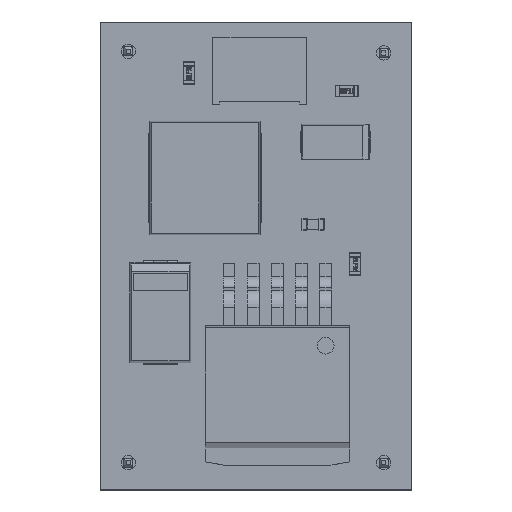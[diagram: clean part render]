
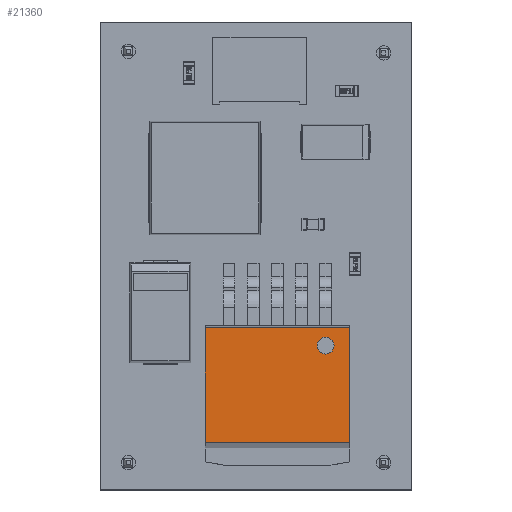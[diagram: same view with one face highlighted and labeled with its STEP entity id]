
A CAD part, top view. The second image highlights one B-rep face of the part: STEP entity #21360.
In plain terms, the highlighted face is planar.
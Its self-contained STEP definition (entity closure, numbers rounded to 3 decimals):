
#20600 = PLANE('',#20601);
#20601 = AXIS2_PLACEMENT_3D('',#20602,#20603,#20604);
#20602 = CARTESIAN_POINT('',(6.096,4.572,0.405));
#20603 = DIRECTION('',(0.,-0.122,0.993));
#20604 = DIRECTION('',(0.,-0.993,-0.122));
#20626 = PLANE('',#20627);
#20627 = AXIS2_PLACEMENT_3D('',#20628,#20629,#20630);
#20628 = CARTESIAN_POINT('',(-5.08,4.572,0.));
#20629 = DIRECTION('',(-1.,0.,0.));
#20630 = DIRECTION('',(0.,-1.,0.));
#20687 = PLANE('',#20688);
#20688 = AXIS2_PLACEMENT_3D('',#20689,#20690,#20691);
#20689 = CARTESIAN_POINT('',(5.08,0.,0.));
#20690 = DIRECTION('',(1.,0.,0.));
#20691 = DIRECTION('',(0.,1.,0.));
#21060 = VERTEX_POINT('',#21061);
#21061 = CARTESIAN_POINT('',(5.08,4.572,0.405));
#21082 = EDGE_CURVE('',#21060,#21083,#21085,.T.);
#21083 = VERTEX_POINT('',#21084);
#21084 = CARTESIAN_POINT('',(-5.08,4.572,0.405));
#21085 = SURFACE_CURVE('',#21086,(#21090,#21097),.PCURVE_S1.);
#21086 = LINE('',#21087,#21088);
#21087 = CARTESIAN_POINT('',(5.08,4.572,0.405));
#21088 = VECTOR('',#21089,1.);
#21089 = DIRECTION('',(-1.,0.,0.));
#21090 = PCURVE('',#20600,#21091);
#21091 = DEFINITIONAL_REPRESENTATION('',(#21092),#21096);
#21092 = LINE('',#21093,#21094);
#21093 = CARTESIAN_POINT('',(-0.,-1.016));
#21094 = VECTOR('',#21095,1.);
#21095 = DIRECTION('',(-0.,-1.));
#21096 = ( GEOMETRIC_REPRESENTATION_CONTEXT(2) 
PARAMETRIC_REPRESENTATION_CONTEXT() REPRESENTATION_CONTEXT('2D SPACE',''
  ) );
#21097 = PCURVE('',#21098,#21103);
#21098 = PLANE('',#21099);
#21099 = AXIS2_PLACEMENT_3D('',#21100,#21101,#21102);
#21100 = CARTESIAN_POINT('',(5.08,4.572,0.));
#21101 = DIRECTION('',(0.,1.,0.));
#21102 = DIRECTION('',(-1.,0.,0.));
#21103 = DEFINITIONAL_REPRESENTATION('',(#21104),#21108);
#21104 = LINE('',#21105,#21106);
#21105 = CARTESIAN_POINT('',(0.,0.405));
#21106 = VECTOR('',#21107,1.);
#21107 = DIRECTION('',(1.,0.));
#21108 = ( GEOMETRIC_REPRESENTATION_CONTEXT(2) 
PARAMETRIC_REPRESENTATION_CONTEXT() REPRESENTATION_CONTEXT('2D SPACE',''
  ) );
#21135 = EDGE_CURVE('',#21060,#21136,#21138,.T.);
#21136 = VERTEX_POINT('',#21137);
#21137 = CARTESIAN_POINT('',(5.08,4.572,8.458));
#21138 = SURFACE_CURVE('',#21139,(#21143,#21150),.PCURVE_S1.);
#21139 = LINE('',#21140,#21141);
#21140 = CARTESIAN_POINT('',(5.08,4.572,0.405));
#21141 = VECTOR('',#21142,1.);
#21142 = DIRECTION('',(0.,0.,1.));
#21143 = PCURVE('',#20687,#21144);
#21144 = DEFINITIONAL_REPRESENTATION('',(#21145),#21149);
#21145 = LINE('',#21146,#21147);
#21146 = CARTESIAN_POINT('',(4.572,0.405));
#21147 = VECTOR('',#21148,1.);
#21148 = DIRECTION('',(0.,1.));
#21149 = ( GEOMETRIC_REPRESENTATION_CONTEXT(2) 
PARAMETRIC_REPRESENTATION_CONTEXT() REPRESENTATION_CONTEXT('2D SPACE',''
  ) );
#21150 = PCURVE('',#21098,#21151);
#21151 = DEFINITIONAL_REPRESENTATION('',(#21152),#21156);
#21152 = LINE('',#21153,#21154);
#21153 = CARTESIAN_POINT('',(0.,0.405));
#21154 = VECTOR('',#21155,1.);
#21155 = DIRECTION('',(0.,1.));
#21156 = ( GEOMETRIC_REPRESENTATION_CONTEXT(2) 
PARAMETRIC_REPRESENTATION_CONTEXT() REPRESENTATION_CONTEXT('2D SPACE',''
  ) );
#21174 = PLANE('',#21175);
#21175 = AXIS2_PLACEMENT_3D('',#21176,#21177,#21178);
#21176 = CARTESIAN_POINT('',(6.096,3.124,8.636));
#21177 = DIRECTION('',(0.,-0.122,-0.993));
#21178 = DIRECTION('',(0.,0.993,-0.122));
#21317 = VERTEX_POINT('',#21318);
#21318 = CARTESIAN_POINT('',(-5.08,4.572,8.458));
#21339 = EDGE_CURVE('',#21083,#21317,#21340,.T.);
#21340 = SURFACE_CURVE('',#21341,(#21345,#21352),.PCURVE_S1.);
#21341 = LINE('',#21342,#21343);
#21342 = CARTESIAN_POINT('',(-5.08,4.572,0.405));
#21343 = VECTOR('',#21344,1.);
#21344 = DIRECTION('',(0.,0.,1.));
#21345 = PCURVE('',#20626,#21346);
#21346 = DEFINITIONAL_REPRESENTATION('',(#21347),#21351);
#21347 = LINE('',#21348,#21349);
#21348 = CARTESIAN_POINT('',(0.,0.405));
#21349 = VECTOR('',#21350,1.);
#21350 = DIRECTION('',(0.,1.));
#21351 = ( GEOMETRIC_REPRESENTATION_CONTEXT(2) 
PARAMETRIC_REPRESENTATION_CONTEXT() REPRESENTATION_CONTEXT('2D SPACE',''
  ) );
#21352 = PCURVE('',#21098,#21353);
#21353 = DEFINITIONAL_REPRESENTATION('',(#21354),#21358);
#21354 = LINE('',#21355,#21356);
#21355 = CARTESIAN_POINT('',(10.16,0.405));
#21356 = VECTOR('',#21357,1.);
#21357 = DIRECTION('',(0.,1.));
#21358 = ( GEOMETRIC_REPRESENTATION_CONTEXT(2) 
PARAMETRIC_REPRESENTATION_CONTEXT() REPRESENTATION_CONTEXT('2D SPACE',''
  ) );
#21360 = ADVANCED_FACE('',(#21361,#21387),#21098,.T.);
#21361 = FACE_BOUND('',#21362,.F.);
#21362 = EDGE_LOOP('',(#21363,#21364,#21365,#21386));
#21363 = ORIENTED_EDGE('',*,*,#21082,.F.);
#21364 = ORIENTED_EDGE('',*,*,#21135,.T.);
#21365 = ORIENTED_EDGE('',*,*,#21366,.T.);
#21366 = EDGE_CURVE('',#21136,#21317,#21367,.T.);
#21367 = SURFACE_CURVE('',#21368,(#21372,#21379),.PCURVE_S1.);
#21368 = LINE('',#21369,#21370);
#21369 = CARTESIAN_POINT('',(5.08,4.572,8.458));
#21370 = VECTOR('',#21371,1.);
#21371 = DIRECTION('',(-1.,0.,0.));
#21372 = PCURVE('',#21098,#21373);
#21373 = DEFINITIONAL_REPRESENTATION('',(#21374),#21378);
#21374 = LINE('',#21375,#21376);
#21375 = CARTESIAN_POINT('',(0.,8.458));
#21376 = VECTOR('',#21377,1.);
#21377 = DIRECTION('',(1.,0.));
#21378 = ( GEOMETRIC_REPRESENTATION_CONTEXT(2) 
PARAMETRIC_REPRESENTATION_CONTEXT() REPRESENTATION_CONTEXT('2D SPACE',''
  ) );
#21379 = PCURVE('',#21174,#21380);
#21380 = DEFINITIONAL_REPRESENTATION('',(#21381),#21385);
#21381 = LINE('',#21382,#21383);
#21382 = CARTESIAN_POINT('',(1.459,-1.016));
#21383 = VECTOR('',#21384,1.);
#21384 = DIRECTION('',(0.,-1.));
#21385 = ( GEOMETRIC_REPRESENTATION_CONTEXT(2) 
PARAMETRIC_REPRESENTATION_CONTEXT() REPRESENTATION_CONTEXT('2D SPACE',''
  ) );
#21386 = ORIENTED_EDGE('',*,*,#21339,.F.);
#21387 = FACE_BOUND('',#21388,.T.);
#21388 = EDGE_LOOP('',(#21389,#21424));
#21389 = ORIENTED_EDGE('',*,*,#21390,.T.);
#21390 = EDGE_CURVE('',#21391,#21393,#21395,.T.);
#21391 = VERTEX_POINT('',#21392);
#21392 = CARTESIAN_POINT('',(-4.001,4.572,7.214));
#21393 = VERTEX_POINT('',#21394);
#21394 = CARTESIAN_POINT('',(-2.807,4.572,7.214));
#21395 = SURFACE_CURVE('',#21396,(#21401,#21412),.PCURVE_S1.);
#21396 = CIRCLE('',#21397,0.597);
#21397 = AXIS2_PLACEMENT_3D('',#21398,#21399,#21400);
#21398 = CARTESIAN_POINT('',(-3.404,4.572,7.214));
#21399 = DIRECTION('',(0.,-1.,0.));
#21400 = DIRECTION('',(-1.,0.,0.));
#21401 = PCURVE('',#21098,#21402);
#21402 = DEFINITIONAL_REPRESENTATION('',(#21403),#21411);
#21403 = ( BOUNDED_CURVE() B_SPLINE_CURVE(2,(#21404,#21405,#21406,#21407
    ,#21408,#21409,#21410),.UNSPECIFIED.,.T.,.F.) 
B_SPLINE_CURVE_WITH_KNOTS((1,2,2,2,2,1),(-2.094,0.,
    2.094,4.189,6.283,8.378),
.UNSPECIFIED.) CURVE() GEOMETRIC_REPRESENTATION_ITEM() 
RATIONAL_B_SPLINE_CURVE((1.,0.5,1.,0.5,1.,0.5,1.)) REPRESENTATION_ITEM(
  '') );
#21404 = CARTESIAN_POINT('',(9.081,7.214));
#21405 = CARTESIAN_POINT('',(9.081,6.18));
#21406 = CARTESIAN_POINT('',(8.185,6.697));
#21407 = CARTESIAN_POINT('',(7.29,7.214));
#21408 = CARTESIAN_POINT('',(8.185,7.731));
#21409 = CARTESIAN_POINT('',(9.081,8.247));
#21410 = CARTESIAN_POINT('',(9.081,7.214));
#21411 = ( GEOMETRIC_REPRESENTATION_CONTEXT(2) 
PARAMETRIC_REPRESENTATION_CONTEXT() REPRESENTATION_CONTEXT('2D SPACE',''
  ) );
#21412 = PCURVE('',#21413,#21418);
#21413 = CYLINDRICAL_SURFACE('',#21414,0.597);
#21414 = AXIS2_PLACEMENT_3D('',#21415,#21416,#21417);
#21415 = CARTESIAN_POINT('',(-3.404,4.572,7.214));
#21416 = DIRECTION('',(0.,-1.,0.));
#21417 = DIRECTION('',(1.,0.,0.));
#21418 = DEFINITIONAL_REPRESENTATION('',(#21419),#21423);
#21419 = LINE('',#21420,#21421);
#21420 = CARTESIAN_POINT('',(3.142,0.));
#21421 = VECTOR('',#21422,1.);
#21422 = DIRECTION('',(1.,0.));
#21423 = ( GEOMETRIC_REPRESENTATION_CONTEXT(2) 
PARAMETRIC_REPRESENTATION_CONTEXT() REPRESENTATION_CONTEXT('2D SPACE',''
  ) );
#21424 = ORIENTED_EDGE('',*,*,#21425,.T.);
#21425 = EDGE_CURVE('',#21393,#21391,#21426,.T.);
#21426 = SURFACE_CURVE('',#21427,(#21432,#21443),.PCURVE_S1.);
#21427 = CIRCLE('',#21428,0.597);
#21428 = AXIS2_PLACEMENT_3D('',#21429,#21430,#21431);
#21429 = CARTESIAN_POINT('',(-3.404,4.572,7.214));
#21430 = DIRECTION('',(0.,-1.,0.));
#21431 = DIRECTION('',(1.,0.,0.));
#21432 = PCURVE('',#21098,#21433);
#21433 = DEFINITIONAL_REPRESENTATION('',(#21434),#21442);
#21434 = ( BOUNDED_CURVE() B_SPLINE_CURVE(2,(#21435,#21436,#21437,#21438
    ,#21439,#21440,#21441),.UNSPECIFIED.,.T.,.F.) 
B_SPLINE_CURVE_WITH_KNOTS((1,2,2,2,2,1),(-2.094,0.,
    2.094,4.189,6.283,8.378),
.UNSPECIFIED.) CURVE() GEOMETRIC_REPRESENTATION_ITEM() 
RATIONAL_B_SPLINE_CURVE((1.,0.5,1.,0.5,1.,0.5,1.)) REPRESENTATION_ITEM(
  '') );
#21435 = CARTESIAN_POINT('',(7.887,7.214));
#21436 = CARTESIAN_POINT('',(7.887,8.247));
#21437 = CARTESIAN_POINT('',(8.782,7.731));
#21438 = CARTESIAN_POINT('',(9.677,7.214));
#21439 = CARTESIAN_POINT('',(8.782,6.697));
#21440 = CARTESIAN_POINT('',(7.887,6.18));
#21441 = CARTESIAN_POINT('',(7.887,7.214));
#21442 = ( GEOMETRIC_REPRESENTATION_CONTEXT(2) 
PARAMETRIC_REPRESENTATION_CONTEXT() REPRESENTATION_CONTEXT('2D SPACE',''
  ) );
#21443 = PCURVE('',#21444,#21449);
#21444 = CYLINDRICAL_SURFACE('',#21445,0.597);
#21445 = AXIS2_PLACEMENT_3D('',#21446,#21447,#21448);
#21446 = CARTESIAN_POINT('',(-3.404,4.572,7.214));
#21447 = DIRECTION('',(0.,-1.,0.));
#21448 = DIRECTION('',(1.,0.,0.));
#21449 = DEFINITIONAL_REPRESENTATION('',(#21450),#21454);
#21450 = LINE('',#21451,#21452);
#21451 = CARTESIAN_POINT('',(0.,0.));
#21452 = VECTOR('',#21453,1.);
#21453 = DIRECTION('',(1.,0.));
#21454 = ( GEOMETRIC_REPRESENTATION_CONTEXT(2) 
PARAMETRIC_REPRESENTATION_CONTEXT() REPRESENTATION_CONTEXT('2D SPACE',''
  ) );
